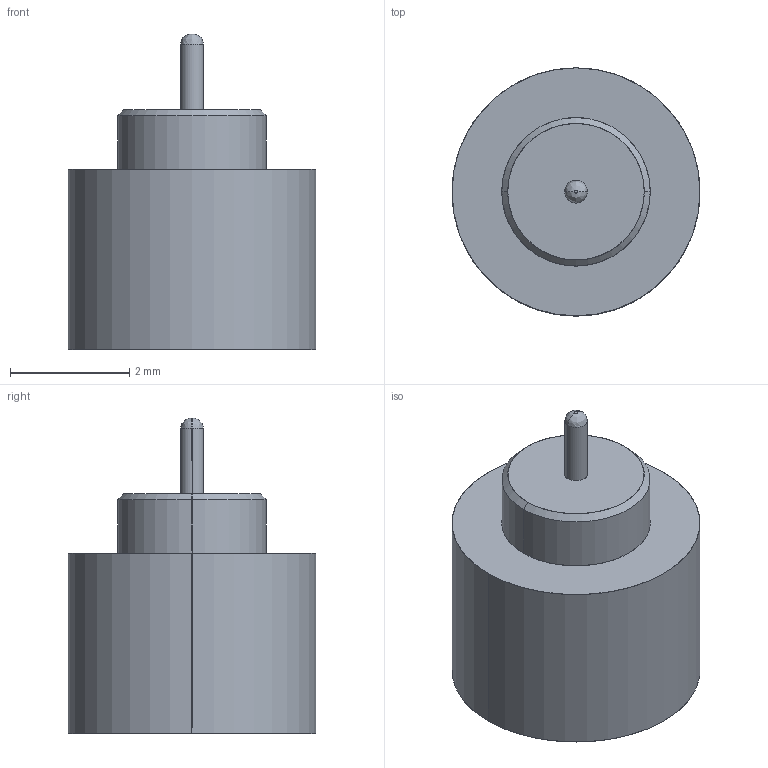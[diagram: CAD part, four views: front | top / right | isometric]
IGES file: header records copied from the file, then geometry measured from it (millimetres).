
Start section: SolidWorks IGES file using analytic representation for surfaces
Global section: file name: R222.645.330B.IGS; native system: SolidWorks 2011; preprocessor: SolidWorks 2011; author: RAYMOND_G; date: 140303.160332; units: millimetre
Bounding box: 4.16 x 4.16 x 5.3 mm (x, y, z)
Surface area: 103.4 mm2 (no closed solid volume)
Topology: 0 solids, 0 shells, 32 faces, 344 edges, 344 vertices
Faces by surface type: revolution 22, bspline 10
